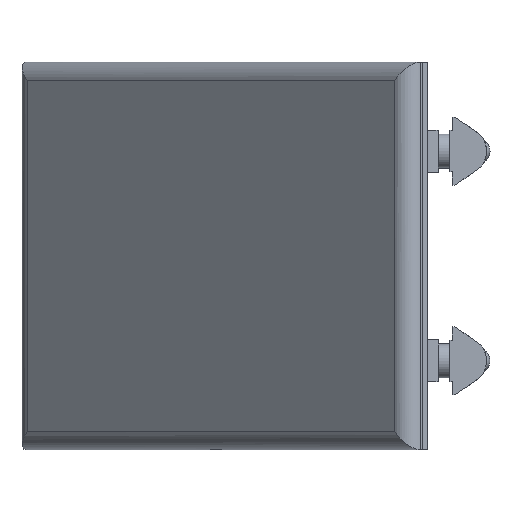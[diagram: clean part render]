
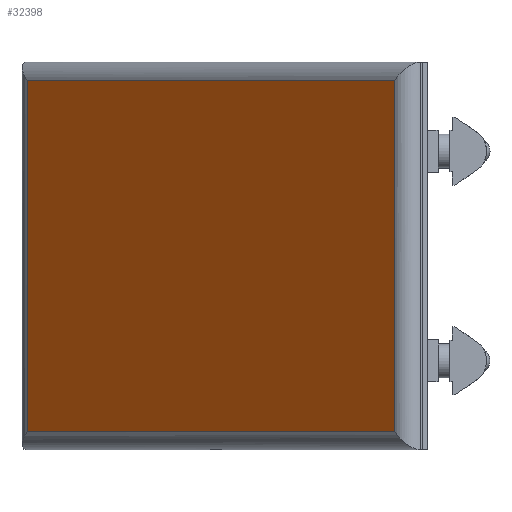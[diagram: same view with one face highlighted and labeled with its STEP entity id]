
A CAD part, left-side view. The second image highlights one B-rep face of the part: STEP entity #32398.
In plain terms, the highlighted face is planar.
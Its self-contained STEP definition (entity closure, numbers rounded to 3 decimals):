
#20035=ORIENTED_EDGE('',*,*,#25121,.F.);
#20036=ORIENTED_EDGE('',*,*,#25119,.F.);
#20037=ORIENTED_EDGE('',*,*,#25214,.T.);
#20038=ORIENTED_EDGE('',*,*,#25212,.T.);
#21239=VECTOR('',#29872,1.);
#21241=VECTOR('',#29876,1.);
#21331=VECTOR('',#30038,1.);
#21332=VECTOR('',#30043,1.);
#22462=LINE('',#40772,#21239);
#22464=LINE('',#40777,#21241);
#22554=LINE('',#40961,#21331);
#22555=LINE('',#40964,#21332);
#23549=VERTEX_POINT('',#40760);
#23554=VERTEX_POINT('',#40770);
#23556=VERTEX_POINT('',#40776);
#23614=VERTEX_POINT('',#40960);
#25119=EDGE_CURVE('',#23554,#23549,#22462,.T.);
#25121=EDGE_CURVE('',#23549,#23556,#22464,.T.);
#25212=EDGE_CURVE('',#23614,#23556,#22554,.T.);
#25214=EDGE_CURVE('',#23554,#23614,#22555,.T.);
#26006=EDGE_LOOP('',(#20035,#20036,#20037,#20038));
#26839=FACE_BOUND('',#26006,.T.);
#29872=DIRECTION('',(99.,0.,0.));
#29876=DIRECTION('',(0.,0.,-67.));
#30038=DIRECTION('',(99.,0.,0.));
#30041=DIRECTION('',(0.,-1.,0.));
#30042=DIRECTION('',(-1.,0.,0.));
#30043=DIRECTION('',(0.,0.,-67.));
#31174=AXIS2_PLACEMENT_3D('',#40963,#30041,#30042);
#31745=PLANE('',#31174);
#32398=ADVANCED_FACE('',(#26839),#31745,.T.);
#40760=CARTESIAN_POINT('',(49.5,-4.,33.7));
#40770=CARTESIAN_POINT('',(-49.5,-4.,33.7));
#40772=CARTESIAN_POINT('',(-49.5,-4.,33.7));
#40776=CARTESIAN_POINT('',(49.5,-4.,-33.3));
#40777=CARTESIAN_POINT('',(49.5,-4.,33.7));
#40960=CARTESIAN_POINT('',(-49.5,-4.,-33.3));
#40961=CARTESIAN_POINT('',(-49.5,-4.,-33.3));
#40963=CARTESIAN_POINT('',(49.5,-4.,33.7));
#40964=CARTESIAN_POINT('',(-49.5,-4.,33.7));
